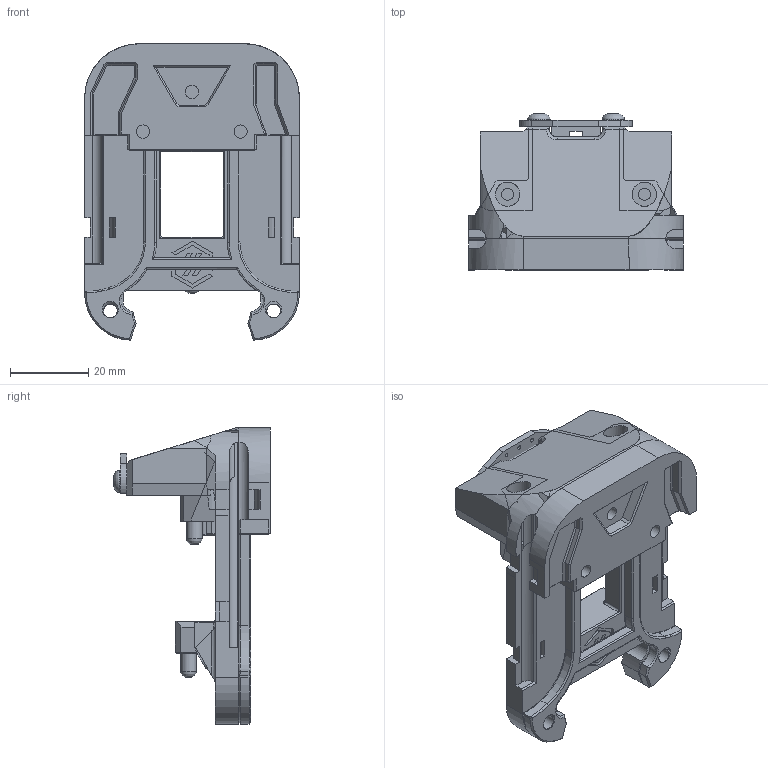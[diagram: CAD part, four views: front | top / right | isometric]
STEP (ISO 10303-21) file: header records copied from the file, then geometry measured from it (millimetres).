
FILE_DESCRIPTION(/* description */ (''),/* implementation_level */ '2;1');
FILE_NAME(/* name */ 'RapidBurner.step',/* time_stamp */ '2024-06-16T01:52:29+01:00',/* author */ (''),/* organization */ (''),/* preprocessor_version */ 'ST-DEVELOPER v20',/* originating_system */ 'Autodesk Translation Framework v13.14.0.145',/* authorisation */ '');
FILE_SCHEMA (('AUTOMOTIVE_DESIGN { 1 0 10303 214 3 1 1 }'));
Length unit declared in the file: millimetre
Products named in the file (13): SC V1.1r2 Master; RapidBurner SC V1.1R2; Backplate; Spacer (2); Hardware (2); Tap_Sensor; Board; Sensor; M3x6 BHCS (2); M3x6 FHCS (7) (1); M3x6 FHCS (7) (1) (1); Pins 4x12 Rounded; Addon (1)
Assembly tree (15 placements, depth 5):
  SC V1.1r2 Master
    RapidBurner SC V1.1R2
      Backplate
        Spacer (2)
      Hardware (2)
        Pins 4x12 Rounded  x3
        Tap_Sensor
          Board
          Sensor
          M3x6 BHCS (2)  x2
        M3x6 FHCS (7) (1)
        M3x6 FHCS (7) (1) (1)
      Addon (1)
Bounding box: 55 x 39.94 x 75.87 mm (x, y, z)
Volume: 46681.7 mm3; surface area: 24508.2 mm2
Topology: 13 solids, 13 shells, 702 faces, 1828 edges, 1178 vertices
Faces by surface type: plane 493, cylinder 143, cone 29, bspline 23, torus 14
Full cylindrical faces by diameter (mm): 0.87 x5, 1 x3, 2.7 x2, 2.8 x4, 3 x6, 3.1 x5, 3.2 x2, 3.4 x3, 3.5 x4, 4 x3, 4.7 x1, 5.54 x2, 5.7 x2, 6.1 x1, 6.2 x4, 6.3 x3
Entity records: 21864 total; most frequent: CARTESIAN_POINT 4611, ORIENTED_EDGE 3542, DIRECTION 3391, EDGE_CURVE 1771, LINE 1333, VECTOR 1333, VERTEX_POINT 1142, AXIS2_PLACEMENT_3D 1029
